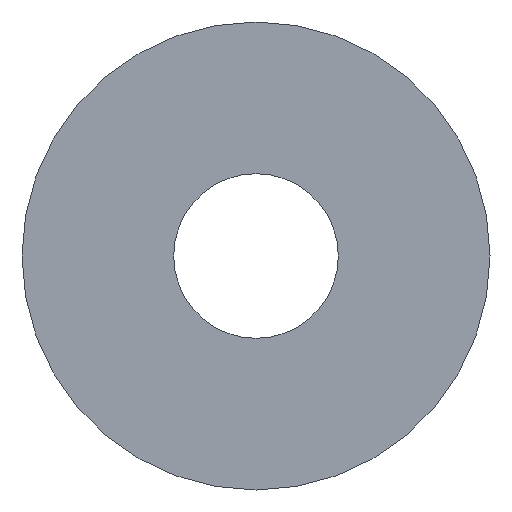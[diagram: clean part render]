
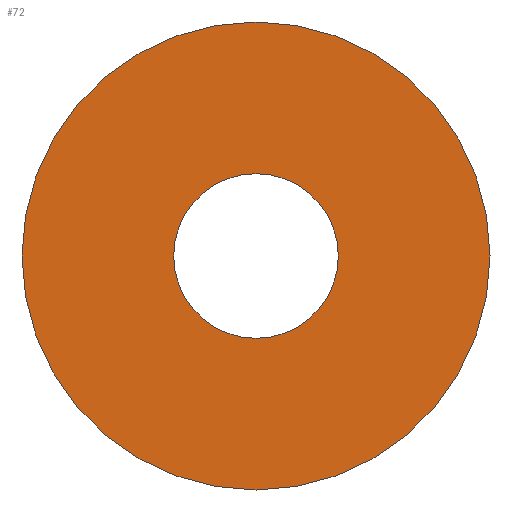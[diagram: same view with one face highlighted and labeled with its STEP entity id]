
A CAD part, left-side view. The second image highlights one B-rep face of the part: STEP entity #72.
In plain terms, the highlighted planar face has unit normal (-1, 0, 0).
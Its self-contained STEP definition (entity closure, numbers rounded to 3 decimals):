
#72 = ADVANCED_FACE( '', ( #184, #185 ), #186, .T. );
#74 = EDGE_CURVE( '', #128, #150, #188, .T. );
#76 = VERTEX_POINT( '', #190 );
#86 = EDGE_CURVE( '', #156, #76, #200, .T. );
#104 = EDGE_CURVE( '', #150, #128, #220, .T. );
#116 = EDGE_CURVE( '', #76, #156, #232, .T. );
#128 = VERTEX_POINT( '', #246 );
#150 = VERTEX_POINT( '', #272 );
#156 = VERTEX_POINT( '', #278 );
#184 = FACE_BOUND( '', #300, .T. );
#185 = FACE_OUTER_BOUND( '', #301, .T. );
#186 = PLANE( '', #302 );
#188 = CIRCLE( '', #305, 10.2 );
#190 = CARTESIAN_POINT( '', ( -50., -29., 0. ) );
#200 = CIRCLE( '', #324, 29. );
#220 = CIRCLE( '', #349, 10.2 );
#232 = CIRCLE( '', #365, 29. );
#246 = CARTESIAN_POINT( '', ( -50., 10.2, 0. ) );
#272 = CARTESIAN_POINT( '', ( -50., -10.2, 0. ) );
#278 = CARTESIAN_POINT( '', ( -50., 29., 0. ) );
#300 = EDGE_LOOP( '', ( #440, #441 ) );
#301 = EDGE_LOOP( '', ( #442, #443 ) );
#302 = AXIS2_PLACEMENT_3D( '', #444, #445, #446 );
#305 = AXIS2_PLACEMENT_3D( '', #447, #448, #449 );
#324 = AXIS2_PLACEMENT_3D( '', #453, #454, #455 );
#349 = AXIS2_PLACEMENT_3D( '', #479, #480, #481 );
#365 = AXIS2_PLACEMENT_3D( '', #490, #491, #492 );
#440 = ORIENTED_EDGE( '', *, *, #74, .F. );
#441 = ORIENTED_EDGE( '', *, *, #104, .F. );
#442 = ORIENTED_EDGE( '', *, *, #86, .T. );
#443 = ORIENTED_EDGE( '', *, *, #116, .T. );
#444 = CARTESIAN_POINT( '', ( -50., 19.6, 0. ) );
#445 = DIRECTION( '', ( -1., 0., 0. ) );
#446 = DIRECTION( '', ( 0., 1., 0. ) );
#447 = CARTESIAN_POINT( '', ( -50., 0., 0. ) );
#448 = DIRECTION( '', ( -1., 0., 0. ) );
#449 = DIRECTION( '', ( 0., 1., 0. ) );
#453 = CARTESIAN_POINT( '', ( -50., 0., 0. ) );
#454 = DIRECTION( '', ( -1., 0., 0. ) );
#455 = DIRECTION( '', ( 0., 1., 0. ) );
#479 = CARTESIAN_POINT( '', ( -50., 0., 0. ) );
#480 = DIRECTION( '', ( -1., 0., 0. ) );
#481 = DIRECTION( '', ( 0., 1., 0. ) );
#490 = CARTESIAN_POINT( '', ( -50., 0., 0. ) );
#491 = DIRECTION( '', ( -1., 0., 0. ) );
#492 = DIRECTION( '', ( 0., 1., 0. ) );
